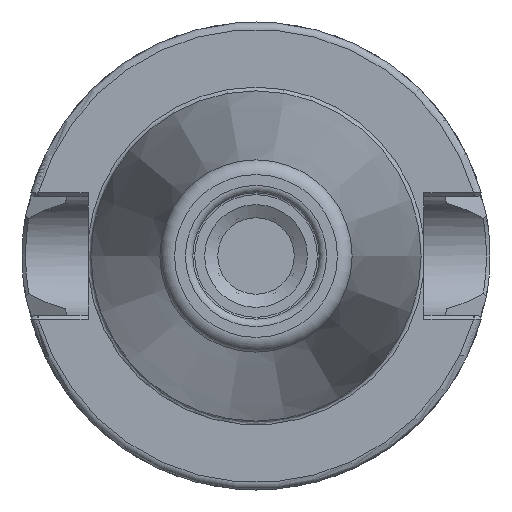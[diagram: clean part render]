
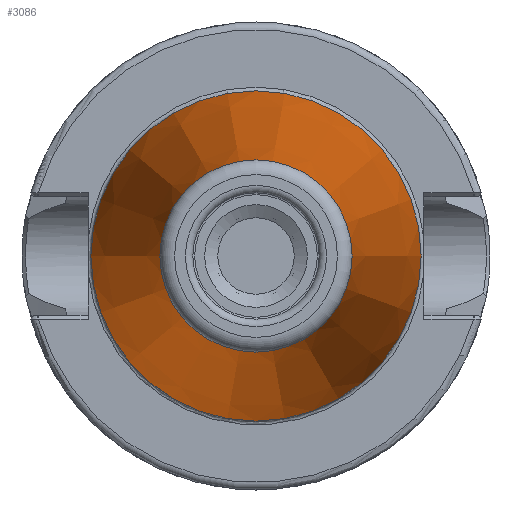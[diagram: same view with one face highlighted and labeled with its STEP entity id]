
A CAD part, left-side view. The second image highlights one B-rep face of the part: STEP entity #3086.
In plain terms, the highlighted conical face has half-angle 8.297 degrees and reference radius 17.581 mm.
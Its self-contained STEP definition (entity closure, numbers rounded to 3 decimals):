
#91=CONICAL_SURFACE('',#3392,17.581,0.145);
#224=CIRCLE('',#3388,12.937);
#225=CIRCLE('',#3389,12.937);
#226=CIRCLE('',#3390,12.937);
#228=CIRCLE('',#3393,22.225);
#229=CIRCLE('',#3394,22.225);
#358=FACE_OUTER_BOUND('',#555,.T.);
#555=EDGE_LOOP('',(#2449,#2450,#2451,#2452,#2453,#2454,#2455));
#758=LINE('',#5586,#1014);
#1014=VECTOR('',#3996,17.581);
#1386=VERTEX_POINT('',#5574);
#1387=VERTEX_POINT('',#5575);
#1388=VERTEX_POINT('',#5577);
#1389=VERTEX_POINT('',#5582);
#1390=VERTEX_POINT('',#5583);
#1755=EDGE_CURVE('',#1386,#1387,#224,.T.);
#1756=EDGE_CURVE('',#1388,#1386,#225,.T.);
#1757=EDGE_CURVE('',#1387,#1388,#226,.T.);
#1759=EDGE_CURVE('',#1389,#1390,#228,.T.);
#1760=EDGE_CURVE('',#1390,#1389,#229,.T.);
#1761=EDGE_CURVE('',#1390,#1388,#758,.T.);
#2449=ORIENTED_EDGE('',*,*,#1759,.F.);
#2450=ORIENTED_EDGE('',*,*,#1760,.F.);
#2451=ORIENTED_EDGE('',*,*,#1761,.T.);
#2452=ORIENTED_EDGE('',*,*,#1756,.T.);
#2453=ORIENTED_EDGE('',*,*,#1755,.T.);
#2454=ORIENTED_EDGE('',*,*,#1757,.T.);
#2455=ORIENTED_EDGE('',*,*,#1761,.F.);
#3086=ADVANCED_FACE('',(#358),#91,.T.);
#3388=AXIS2_PLACEMENT_3D('',#5576,#3982,#3983);
#3389=AXIS2_PLACEMENT_3D('',#5578,#3984,#3985);
#3390=AXIS2_PLACEMENT_3D('',#5579,#3986,#3987);
#3392=AXIS2_PLACEMENT_3D('',#5581,#3990,#3991);
#3393=AXIS2_PLACEMENT_3D('',#5584,#3992,#3993);
#3394=AXIS2_PLACEMENT_3D('',#5585,#3994,#3995);
#3982=DIRECTION('center_axis',(1.,0.,0.));
#3983=DIRECTION('ref_axis',(0.,0.,-1.));
#3984=DIRECTION('center_axis',(1.,0.,0.));
#3985=DIRECTION('ref_axis',(0.,0.,-1.));
#3986=DIRECTION('center_axis',(1.,0.,0.));
#3987=DIRECTION('ref_axis',(0.,0.,-1.));
#3990=DIRECTION('center_axis',(1.,0.,0.));
#3991=DIRECTION('ref_axis',(0.,1.,0.));
#3992=DIRECTION('center_axis',(1.,0.,0.));
#3993=DIRECTION('ref_axis',(0.,0.,-1.));
#3994=DIRECTION('center_axis',(1.,0.,0.));
#3995=DIRECTION('ref_axis',(0.,0.,-1.));
#3996=DIRECTION('',(-0.99,0.144,0.));
#5574=CARTESIAN_POINT('',(-63.689,12.937,0.));
#5575=CARTESIAN_POINT('',(-63.689,0.,12.937));
#5576=CARTESIAN_POINT('Origin',(-63.689,0.,
0.));
#5577=CARTESIAN_POINT('',(-63.689,-12.937,0.));
#5578=CARTESIAN_POINT('Origin',(-63.689,0.,
0.));
#5579=CARTESIAN_POINT('Origin',(-63.689,0.,
0.));
#5581=CARTESIAN_POINT('Origin',(-31.844,0.,
0.));
#5582=CARTESIAN_POINT('',(0.,22.225,0.));
#5583=CARTESIAN_POINT('',(0.,-22.225,0.));
#5584=CARTESIAN_POINT('Origin',(0.,0.,
0.));
#5585=CARTESIAN_POINT('Origin',(0.,0.,
0.));
#5586=CARTESIAN_POINT('',(-31.844,-17.581,0.));
